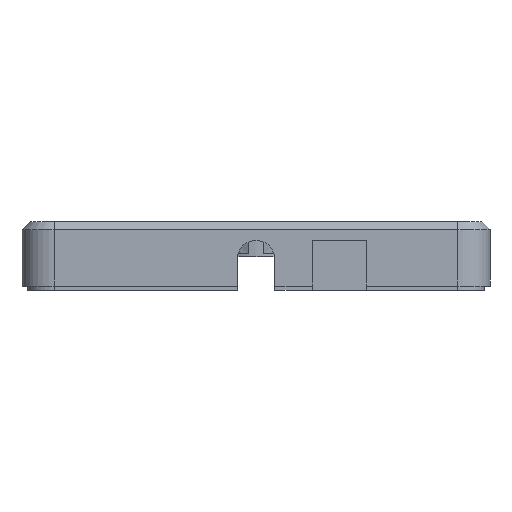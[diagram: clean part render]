
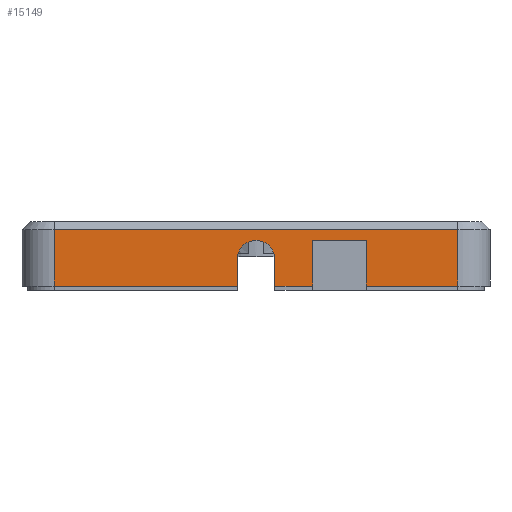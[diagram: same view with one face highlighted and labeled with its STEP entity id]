
A CAD part, front view. The second image highlights one B-rep face of the part: STEP entity #15149.
In plain terms, the highlighted planar face has unit normal (0, -1, 0).
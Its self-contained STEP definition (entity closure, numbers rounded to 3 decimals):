
#180=CIRCLE('',#15372,3.5);
#1291=FACE_OUTER_BOUND('',#2189,.T.);
#2189=EDGE_LOOP('',(#13275,#13276,#13277,#13278,#13279,#13280,#13281,#13282,
#13283,#13284,#13285,#13286));
#2889=LINE('',#19414,#4428);
#2896=LINE('',#19427,#4435);
#4155=LINE('',#27219,#5694);
#4159=LINE('',#27232,#5698);
#4161=LINE('',#27238,#5700);
#4162=LINE('',#27240,#5701);
#4163=LINE('',#27241,#5702);
#4164=LINE('',#27243,#5703);
#4165=LINE('',#27245,#5704);
#4166=LINE('',#27246,#5705);
#4167=LINE('',#27247,#5706);
#4428=VECTOR('',#16157,10.);
#4435=VECTOR('',#16166,10.);
#5694=VECTOR('',#18429,10.);
#5698=VECTOR('',#18445,10.);
#5700=VECTOR('',#18451,10.);
#5701=VECTOR('',#18452,10.);
#5702=VECTOR('',#18453,10.);
#5703=VECTOR('',#18454,10.);
#5704=VECTOR('',#18455,10.);
#5705=VECTOR('',#18456,10.);
#5706=VECTOR('',#18457,10.);
#5986=VERTEX_POINT('',#19410);
#5988=VERTEX_POINT('',#19413);
#5993=VERTEX_POINT('',#19425);
#6451=VERTEX_POINT('',#21104);
#6452=VERTEX_POINT('',#21106);
#7219=VERTEX_POINT('',#27209);
#7221=VERTEX_POINT('',#27217);
#7224=VERTEX_POINT('',#27231);
#7226=VERTEX_POINT('',#27237);
#7227=VERTEX_POINT('',#27239);
#7228=VERTEX_POINT('',#27242);
#7229=VERTEX_POINT('',#27244);
#7453=EDGE_CURVE('',#5986,#5988,#2889,.T.);
#7460=EDGE_CURVE('',#5986,#5993,#2896,.T.);
#7925=EDGE_CURVE('',#6451,#6452,#180,.T.);
#9296=EDGE_CURVE('',#7219,#7221,#4155,.T.);
#9302=EDGE_CURVE('',#7224,#7221,#4159,.T.);
#9305=EDGE_CURVE('',#7226,#7219,#4161,.T.);
#9306=EDGE_CURVE('',#7227,#7226,#4162,.T.);
#9307=EDGE_CURVE('',#6452,#7227,#4163,.T.);
#9308=EDGE_CURVE('',#6451,#7228,#4164,.T.);
#9309=EDGE_CURVE('',#7229,#7228,#4165,.T.);
#9310=EDGE_CURVE('',#5988,#7229,#4166,.T.);
#9311=EDGE_CURVE('',#7224,#5993,#4167,.T.);
#13275=ORIENTED_EDGE('',*,*,#9296,.F.);
#13276=ORIENTED_EDGE('',*,*,#9305,.F.);
#13277=ORIENTED_EDGE('',*,*,#9306,.F.);
#13278=ORIENTED_EDGE('',*,*,#9307,.F.);
#13279=ORIENTED_EDGE('',*,*,#7925,.F.);
#13280=ORIENTED_EDGE('',*,*,#9308,.T.);
#13281=ORIENTED_EDGE('',*,*,#9309,.F.);
#13282=ORIENTED_EDGE('',*,*,#9310,.F.);
#13283=ORIENTED_EDGE('',*,*,#7453,.F.);
#13284=ORIENTED_EDGE('',*,*,#7460,.T.);
#13285=ORIENTED_EDGE('',*,*,#9311,.F.);
#13286=ORIENTED_EDGE('',*,*,#9302,.T.);
#14389=PLANE('',#15840);
#15149=ADVANCED_FACE('',(#1291),#14389,.T.);
#15372=AXIS2_PLACEMENT_3D('',#21107,#16493,#16494);
#15840=AXIS2_PLACEMENT_3D('',#27236,#18449,#18450);
#16157=DIRECTION('',(-1.,0.,0.));
#16166=DIRECTION('',(0.,0.,-1.));
#16493=DIRECTION('center_axis',(0.,-1.,0.));
#16494=DIRECTION('ref_axis',(0.707,0.,-0.707));
#18429=DIRECTION('',(1.,0.,0.));
#18445=DIRECTION('',(0.,0.,1.));
#18449=DIRECTION('center_axis',(0.,-1.,0.));
#18450=DIRECTION('ref_axis',(1.,0.,0.));
#18451=DIRECTION('',(0.,0.,1.));
#18452=DIRECTION('',(-1.,0.,0.));
#18453=DIRECTION('',(0.,0.,-1.));
#18454=DIRECTION('',(0.,0.,-1.));
#18455=DIRECTION('',(-1.,0.,0.));
#18456=DIRECTION('',(0.,0.,-1.));
#18457=DIRECTION('',(-1.,0.,0.));
#19410=CARTESIAN_POINT('',(20.56,-43.64,-1.5));
#19413=CARTESIAN_POINT('',(10.56,-43.64,-1.5));
#19414=CARTESIAN_POINT('',(10.56,-43.64,-1.5));
#19425=CARTESIAN_POINT('',(20.56,-43.64,-10.));
#19427=CARTESIAN_POINT('',(20.56,-43.64,0.));
#21104=CARTESIAN_POINT('',(3.5,-43.64,-5.));
#21106=CARTESIAN_POINT('',(-3.5,-43.64,-5.));
#21107=CARTESIAN_POINT('Origin',(0.,-43.64,
-5.));
#27209=CARTESIAN_POINT('',(-37.64,-43.64,0.5));
#27217=CARTESIAN_POINT('',(37.64,-43.64,0.5));
#27219=CARTESIAN_POINT('',(-18.82,-43.64,0.5));
#27231=CARTESIAN_POINT('',(37.64,-43.64,-10.));
#27232=CARTESIAN_POINT('',(37.64,-43.64,0.));
#27236=CARTESIAN_POINT('Origin',(-37.64,-43.64,0.));
#27237=CARTESIAN_POINT('',(-37.64,-43.64,-10.));
#27238=CARTESIAN_POINT('',(-37.64,-43.64,0.));
#27239=CARTESIAN_POINT('',(-3.5,-43.64,-10.));
#27240=CARTESIAN_POINT('',(-37.64,-43.64,-10.));
#27241=CARTESIAN_POINT('',(-3.5,-43.64,0.));
#27242=CARTESIAN_POINT('',(3.5,-43.64,-10.));
#27243=CARTESIAN_POINT('',(3.5,-43.64,0.));
#27244=CARTESIAN_POINT('',(10.56,-43.64,-10.));
#27245=CARTESIAN_POINT('',(-37.64,-43.64,-10.));
#27246=CARTESIAN_POINT('',(10.56,-43.64,0.));
#27247=CARTESIAN_POINT('',(-37.64,-43.64,-10.));
